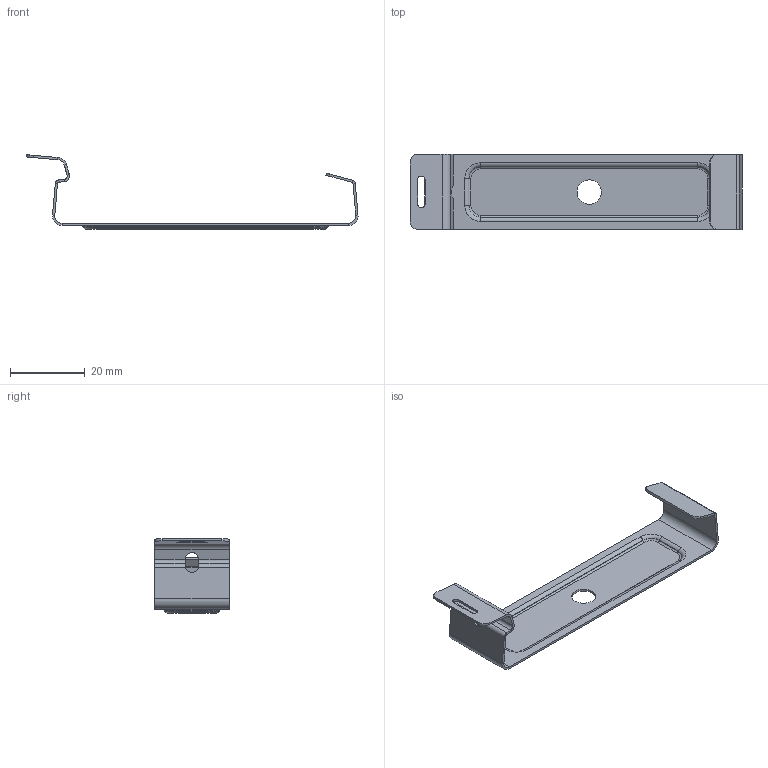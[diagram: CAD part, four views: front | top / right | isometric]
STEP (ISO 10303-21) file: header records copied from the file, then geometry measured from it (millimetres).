
FILE_DESCRIPTION((''),'2;1');
FILE_NAME('183654_ASM','2014-12-29T',('pdmadmin'),(''),'PRO/ENGINEER BY PARAMETRIC TECHNOLOGY CORPORATION, 2013230','PRO/ENGINEER BY PARAMETRIC TECHNOLOGY CORPORATION, 2013230','');
FILE_SCHEMA(('CONFIG_CONTROL_DESIGN'));
Length unit declared in the file: millimetre
Products named in the file (2): 181220; 183654_ASM
Assembly tree (1 placements, depth 2):
  183654_ASM
    181220
Bounding box: 88.59 x 20 x 19.9 mm (x, y, z)
Volume: 1519.1 mm3; surface area: 5274 mm2
Topology: 1 solids, 1 shells, 132 faces, 294 edges, 164 vertices
Faces by surface type: plane 62, cylinder 41, torus 16, cone 8, bspline 5
Entity records: 3869 total; most frequent: CARTESIAN_POINT 854, DIRECTION 658, ORIENTED_EDGE 588, EDGE_CURVE 294, AXIS2_PLACEMENT_3D 244, VECTOR 170, LINE 170, VERTEX_POINT 164
